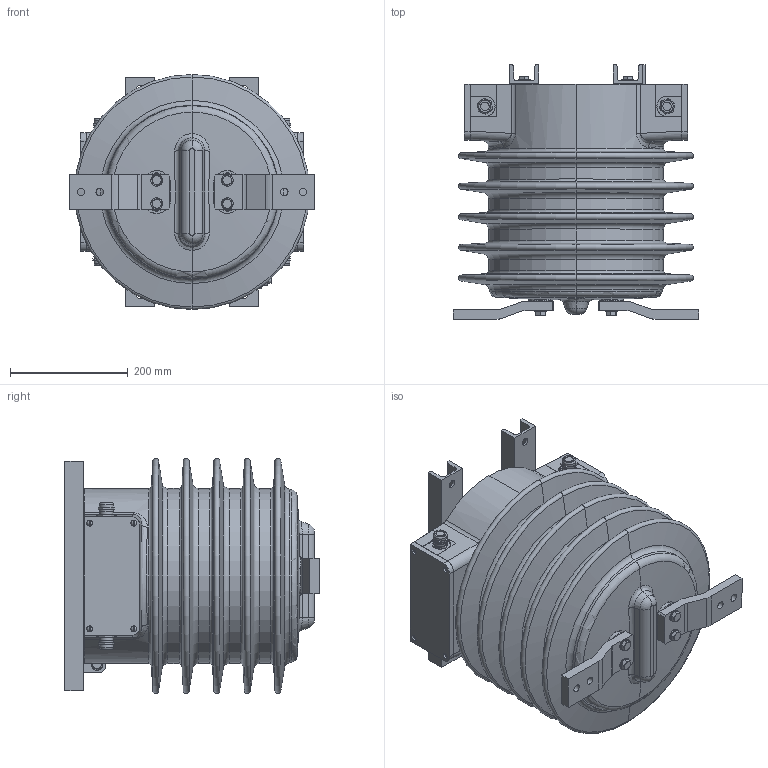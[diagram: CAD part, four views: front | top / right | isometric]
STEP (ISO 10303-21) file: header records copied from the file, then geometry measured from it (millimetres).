
FILE_DESCRIPTION(('STEP AP242'), '1');
FILE_NAME('ﾒﾋﾎ-10 ﾌﾍ30', '', ('UNSPECIFIED'), ('UNSPECIFIED'), 'ASCON STEP Converter 1.6', 'ASCON Math Kernel', '');
FILE_SCHEMA(('AP242_MANAGED_MODEL_BASED_3D_ENGINEERING_MIM_LF { 1 0 10303 442 1 1 4 }'));
Length unit declared in the file: millimetre
Products named in the file (19): Ñáîðêà Ì20 S24; Anschlussleiste; Anschlussklemme; Eingießmutter M5
Assembly tree (73 placements, depth 3):
  (unnamed)
    (unnamed)  x2
    Ñáîðêà Ì20 S24  x4
    Anschlussleiste  x2
    Anschlussklemme  x16
    Eingießmutter M5  x8
    (unnamed)  x4
    (unnamed)
      (unnamed)
    (unnamed)
      (unnamed)
    (unnamed)  x10
    (unnamed)  x5
    (unnamed)  x8
    (unnamed)  x2
    (unnamed)
    (unnamed)  x4
    (unnamed)  x2
    (unnamed)
Bounding box: 417.9 x 433 x 400 mm (x, y, z)
Volume: 30499440.8 mm3; surface area: 1564066.8 mm2
Topology: 71 solids, 71 shells, 1849 faces, 4454 edges, 2844 vertices
Faces by surface type: plane 1229, cylinder 363, cone 145, torus 64, bspline 30, sphere 18
Full cylindrical faces by diameter (mm): 4.2 x8, 5 x56, 6 x16, 6.5 x8, 8 x24, 8.376 x17, 10 x29, 10.5 x10, 11 x4, 13 x9, 14 x8, 14.5 x4, 18.984 x4, 19 x8, 19.802 x4, 20 x14, 22 x4, 23.5 x8
Entity records: 38712 total; most frequent: CARTESIAN_POINT 9652, DIRECTION 4107, ORIENTED_EDGE 3984, EDGE_CURVE 1992, LINE 1407, VECTOR 1407, AXIS2_PLACEMENT_3D 1350, VERTEX_POINT 1331
